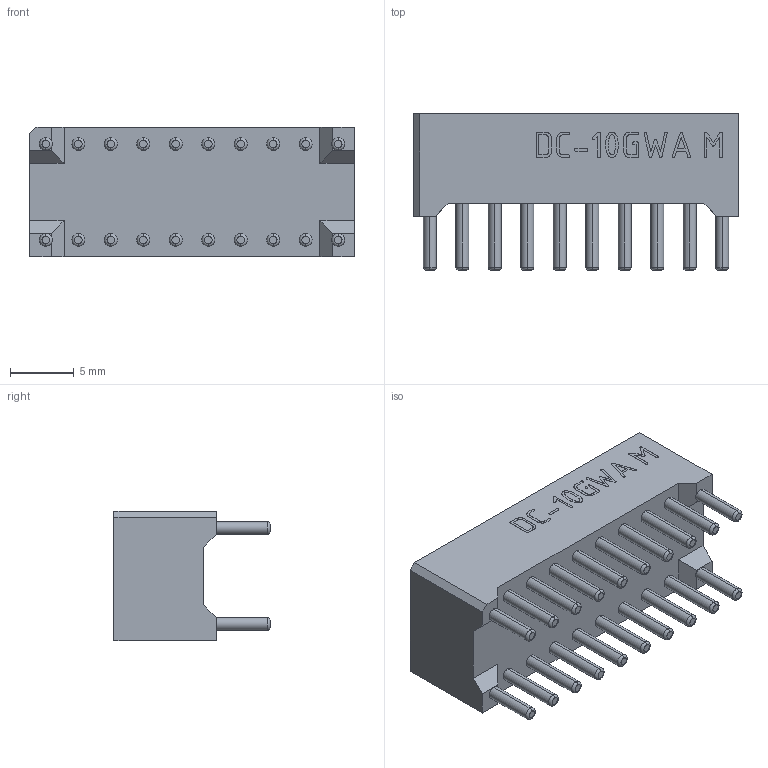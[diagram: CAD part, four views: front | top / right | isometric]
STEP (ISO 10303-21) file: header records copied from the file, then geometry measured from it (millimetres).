
FILE_DESCRIPTION (( 'STEP AP214' ), '1' );
FILE_NAME ('LED bar.STEP', '2016-08-22T15:42:58', ( 'Bilder' ), ( '' ), 'SwSTEP 2.0', 'SolidWorks 2014', '' );
FILE_SCHEMA (( 'AUTOMOTIVE_DESIGN' ));
Length unit declared in the file: millimetre
Products named in the file (1): LED bar
Bounding box: 25.4 x 12.2 x 10.16 mm (x, y, z)
Volume: 1877.1 mm3; surface area: 1387.4 mm2
Topology: 1 solids, 1 shells, 320 faces, 792 edges, 512 vertices
Faces by surface type: plane 159, bspline 81, torus 40, cylinder 40
Entity records: 15065 total; most frequent: CARTESIAN_POINT 5054, ORIENTED_EDGE 1584, DIRECTION 1270, EDGE_CURVE 792, VERTEX_POINT 512, VECTOR 462, LINE 462, AXIS2_PLACEMENT_3D 404
